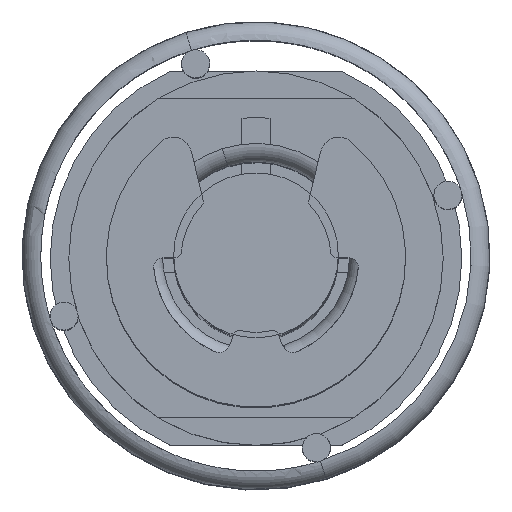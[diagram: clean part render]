
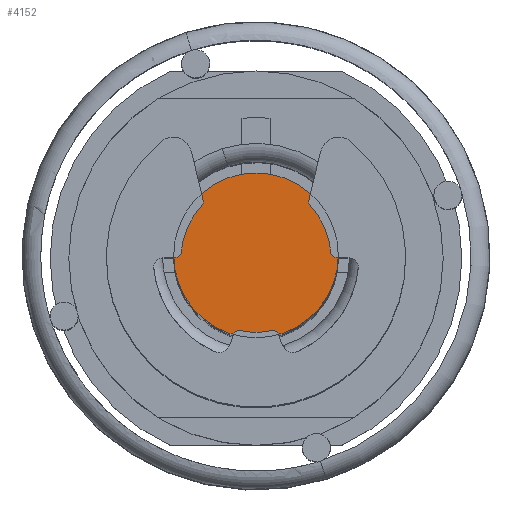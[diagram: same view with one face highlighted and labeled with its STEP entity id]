
A CAD part, top view. The second image highlights one B-rep face of the part: STEP entity #4152.
In plain terms, the highlighted face is planar.
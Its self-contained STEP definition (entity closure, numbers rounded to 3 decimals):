
#414 = FACE_OUTER_BOUND ( 'NONE', #5140, .T. ) ;
#1198 = CIRCLE ( 'NONE', #4500, 4.4 ) ;
#1350 = ORIENTED_EDGE ( 'NONE', *, *, #4334, .T. ) ;
#1800 = DIRECTION ( 'NONE',  ( -1., 0., 0. ) ) ;
#2375 = EDGE_CURVE ( 'NONE', #6494, #3040, #3837, .T. ) ;
#2937 = ORIENTED_EDGE ( 'NONE', *, *, #2375, .T. ) ;
#3040 = VERTEX_POINT ( 'NONE', #6498 ) ;
#3212 = CARTESIAN_POINT ( 'NONE',  ( 0., 50.75, 0. ) ) ;
#3440 = DIRECTION ( 'NONE',  ( 0., 1., 0. ) ) ;
#3516 = CARTESIAN_POINT ( 'NONE',  ( 0., 50.75, 0. ) ) ;
#3837 = CIRCLE ( 'NONE', #6915, 4.4 ) ;
#3960 = DIRECTION ( 'NONE',  ( 0., 1., 0. ) ) ;
#4152 = ADVANCED_FACE ( 'NONE', ( #414 ), #4767, .T. ) ;
#4334 = EDGE_CURVE ( 'NONE', #3040, #6494, #1198, .T. ) ;
#4419 = DIRECTION ( 'NONE',  ( -1., 0., 0. ) ) ;
#4500 = AXIS2_PLACEMENT_3D ( 'NONE', #3516, #3440, #1800 ) ;
#4696 = CARTESIAN_POINT ( 'NONE',  ( -4.4, 50.75, 0. ) ) ;
#4767 = PLANE ( 'NONE',  #5732 ) ;
#4946 = CARTESIAN_POINT ( 'NONE',  ( 0., 50.75, 0. ) ) ;
#5140 = EDGE_LOOP ( 'NONE', ( #2937, #1350 ) ) ;
#5264 = DIRECTION ( 'NONE',  ( 0., 1., 0. ) ) ;
#5732 = AXIS2_PLACEMENT_3D ( 'NONE', #3212, #5264, #6973 ) ;
#6494 = VERTEX_POINT ( 'NONE', #4696 ) ;
#6498 = CARTESIAN_POINT ( 'NONE',  ( 4.4, 50.75, 0. ) ) ;
#6915 = AXIS2_PLACEMENT_3D ( 'NONE', #4946, #3960, #4419 ) ;
#6973 = DIRECTION ( 'NONE',  ( -1., 0., 0. ) ) ;
